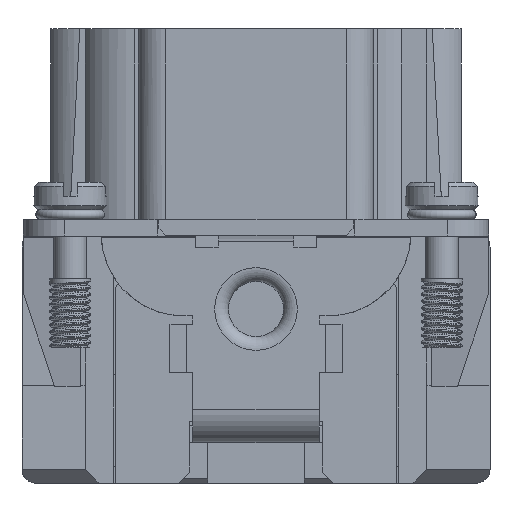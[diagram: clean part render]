
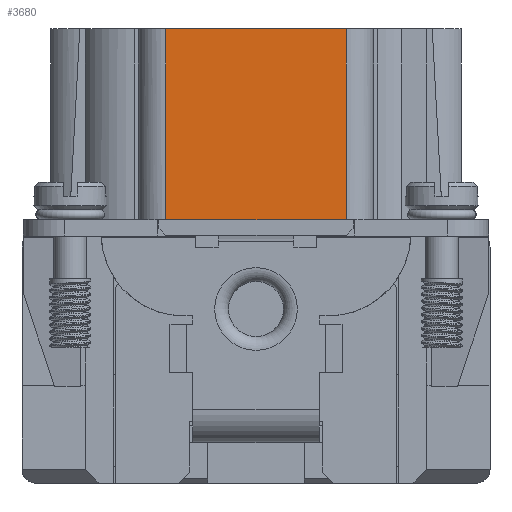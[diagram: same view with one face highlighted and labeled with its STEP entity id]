
A CAD part, left-side view. The second image highlights one B-rep face of the part: STEP entity #3680.
In plain terms, the highlighted planar face has unit normal (-1, 0, 0).
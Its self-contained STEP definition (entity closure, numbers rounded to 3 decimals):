
#3680=ADVANCED_FACE('',(#7245),#5436,.T.);
#5436=PLANE('',#44690);
#7245=FACE_OUTER_BOUND('',#9323,.T.);
#9323=EDGE_LOOP('',(#17859,#17860,#17861,#17862));
#17859=ORIENTED_EDGE('',*,*,#31344,.T.);
#17860=ORIENTED_EDGE('',*,*,#29997,.F.);
#17861=ORIENTED_EDGE('',*,*,#31342,.F.);
#17862=ORIENTED_EDGE('',*,*,#30283,.F.);
#25048=VERTEX_POINT('',#65359);
#25049=VERTEX_POINT('',#65361);
#25288=VERTEX_POINT('',#65910);
#25289=VERTEX_POINT('',#65912);
#29997=EDGE_CURVE('',#25048,#25049,#35596,.T.);
#30283=EDGE_CURVE('',#25288,#25289,#35844,.T.);
#31342=EDGE_CURVE('',#25289,#25048,#36592,.T.);
#31344=EDGE_CURVE('',#25288,#25049,#36593,.T.);
#35596=LINE('',#65360,#40300);
#35844=LINE('',#65911,#40548);
#36592=LINE('',#68057,#41296);
#36593=LINE('',#68060,#41297);
#40300=VECTOR('',#50631,1.);
#40548=VECTOR('',#51005,1.);
#41296=VECTOR('',#53091,1.);
#41297=VECTOR('',#53096,1.);
#44690=AXIS2_PLACEMENT_3D('',#68061,#53097,#53098);
#50631=DIRECTION('',(0.,1.,0.));
#51005=DIRECTION('',(0.,-1.,0.));
#53091=DIRECTION('',(0.,0.,-1.));
#53096=DIRECTION('',(0.,0.,-1.));
#53097=DIRECTION('',(-1.,0.,0.));
#53098=DIRECTION('',(0.,0.,1.));
#65359=CARTESIAN_POINT('',(-31.95,-6.55,-13.85));
#65360=CARTESIAN_POINT('',(-31.95,-6.55,-13.85));
#65361=CARTESIAN_POINT('',(-31.95,6.55,-13.85));
#65910=CARTESIAN_POINT('',(-31.95,6.55,0.));
#65911=CARTESIAN_POINT('',(-31.95,0.,0.));
#65912=CARTESIAN_POINT('',(-31.95,-6.55,0.));
#68057=CARTESIAN_POINT('',(-31.95,-6.55,-0.2));
#68060=CARTESIAN_POINT('',(-31.95,6.55,-0.2));
#68061=CARTESIAN_POINT('',(-31.95,8.55,0.));
